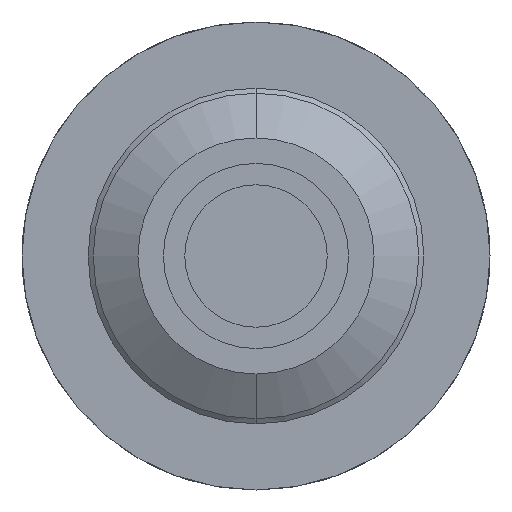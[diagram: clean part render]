
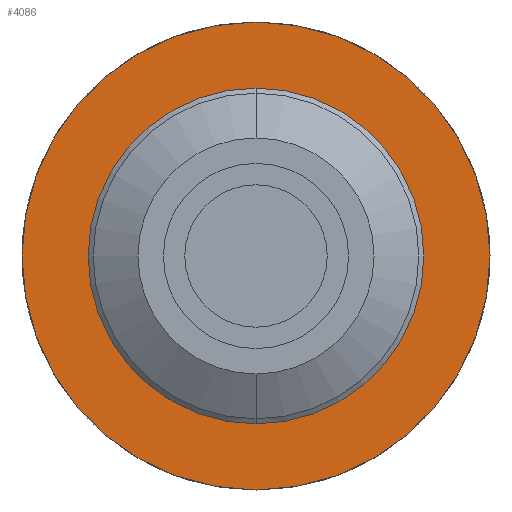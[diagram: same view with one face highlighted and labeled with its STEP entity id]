
A CAD part, front view. The second image highlights one B-rep face of the part: STEP entity #4086.
In plain terms, the highlighted planar face has unit normal (0, -1, 0).
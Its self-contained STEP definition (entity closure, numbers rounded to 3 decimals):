
#168 = DIRECTION ( 'NONE',  ( 0., 0., 1. ) ) ;
#308 = ORIENTED_EDGE ( 'NONE', *, *, #3982, .F. ) ;
#393 = CIRCLE ( 'NONE', #4140, 1.15 ) ;
#425 = EDGE_CURVE ( 'Defeature ausgef�hrt2_6+Defeature ausgef�hrt2_4+Defeature ausgef�hrt2_4+Defeature ausgef�hrt2_4', #1375, #3303, #4049, .T. ) ;
#465 = CARTESIAN_POINT ( 'NONE',  ( 0., -2., 0. ) ) ;
#500 = DIRECTION ( 'NONE',  ( 0., 1., 0. ) ) ;
#552 = CARTESIAN_POINT ( 'NONE',  ( 1.15, -2., 0. ) ) ;
#751 = EDGE_LOOP ( 'NONE', ( #2269, #1862 ) ) ;
#867 = DIRECTION ( 'NONE',  ( 0., 1., 0. ) ) ;
#885 = EDGE_CURVE ( 'Defeature ausgef�hrt2_6+Defeature ausgef�hrt2_4+Defeature ausgef�hrt2_4+Defeature ausgef�hrt2_4', #3303, #1375, #1330, .T. ) ;
#895 = AXIS2_PLACEMENT_3D ( 'NONE', #465, #1480, #1838 ) ;
#924 = EDGE_LOOP ( 'NONE', ( #4095, #308 ) ) ;
#953 = AXIS2_PLACEMENT_3D ( 'NONE', #552, #4123, #1178 ) ;
#1178 = DIRECTION ( 'NONE',  ( 0., 0., 1. ) ) ;
#1330 = CIRCLE ( 'NONE', #3916, 0.825 ) ;
#1375 = VERTEX_POINT ( 'NONE', #3230 ) ;
#1480 = DIRECTION ( 'NONE',  ( 0., 1., 0. ) ) ;
#1838 = DIRECTION ( 'NONE',  ( 0., 0., 1. ) ) ;
#1862 = ORIENTED_EDGE ( 'NONE', *, *, #425, .T. ) ;
#1881 = DIRECTION ( 'NONE',  ( 0., 0., 1. ) ) ;
#2005 = FACE_OUTER_BOUND ( 'NONE', #924, .T. ) ;
#2062 = FACE_BOUND ( 'NONE', #751, .T. ) ;
#2269 = ORIENTED_EDGE ( 'NONE', *, *, #885, .T. ) ;
#2481 = CARTESIAN_POINT ( 'NONE',  ( 0., -2., 0. ) ) ;
#2638 = CIRCLE ( 'NONE', #4183, 1.15 ) ;
#2933 = EDGE_CURVE ( 'Defeature ausgef�hrt2_5+Defeature ausgef�hrt2_6+Defeature ausgef�hrt2_6+Defeature ausgef�hrt2_6', #3162, #3182, #2638, .T. ) ;
#2942 = CARTESIAN_POINT ( 'NONE',  ( 0., -2., 1.15 ) ) ;
#3162 = VERTEX_POINT ( 'NONE', #2942 ) ;
#3169 = CARTESIAN_POINT ( 'NONE',  ( 0., -2., 0. ) ) ;
#3182 = VERTEX_POINT ( 'NONE', #3274 ) ;
#3230 = CARTESIAN_POINT ( 'NONE',  ( 0., -2., -0.825 ) ) ;
#3274 = CARTESIAN_POINT ( 'NONE',  ( 0., -2., -1.15 ) ) ;
#3303 = VERTEX_POINT ( 'NONE', #3677 ) ;
#3677 = CARTESIAN_POINT ( 'NONE',  ( 0., -2., 0.825 ) ) ;
#3791 = PLANE ( 'NONE',  #953 ) ;
#3819 = DIRECTION ( 'NONE',  ( 0., 1., 0. ) ) ;
#3836 = CARTESIAN_POINT ( 'NONE',  ( 0., -2., 0. ) ) ;
#3916 = AXIS2_PLACEMENT_3D ( 'NONE', #3169, #3819, #168 ) ;
#3982 = EDGE_CURVE ( 'Defeature ausgef�hrt2_5+Defeature ausgef�hrt2_6+Defeature ausgef�hrt2_6+Defeature ausgef�hrt2_6', #3182, #3162, #393, .T. ) ;
#4049 = CIRCLE ( 'NONE', #895, 0.825 ) ;
#4086 = ADVANCED_FACE ( 'Defeature ausgef�hrt2_6', ( #2005, #2062 ), #3791, .F. ) ;
#4087 = DIRECTION ( 'NONE',  ( 0., 0., 1. ) ) ;
#4095 = ORIENTED_EDGE ( 'NONE', *, *, #2933, .F. ) ;
#4123 = DIRECTION ( 'NONE',  ( 0., 1., 0. ) ) ;
#4140 = AXIS2_PLACEMENT_3D ( 'NONE', #3836, #867, #1881 ) ;
#4183 = AXIS2_PLACEMENT_3D ( 'NONE', #2481, #500, #4087 ) ;
